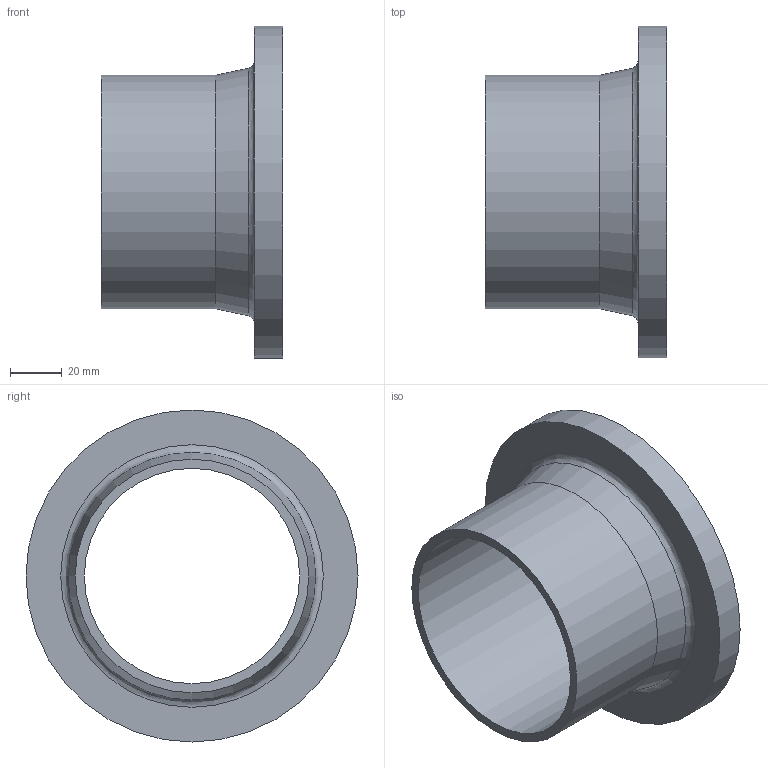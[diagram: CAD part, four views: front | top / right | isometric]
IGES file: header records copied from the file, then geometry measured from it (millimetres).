
Global section: file name: 366744; native system: Autodesk Inventor 2014; preprocessor: unknown; author: Marco; date: 20130918.074840; units: millimetre
Bounding box: 70 x 128 x 128 mm (x, y, z)
Volume: 144429.1 mm3; surface area: 54178.8 mm2
Topology: 1 solids, 1 shells, 17 faces, 38 edges, 27 vertices
Faces by surface type: plane 6, revolution 5, cone 4, cylinder 2
Full cylindrical faces by diameter (mm): 90 x1, 128 x1
